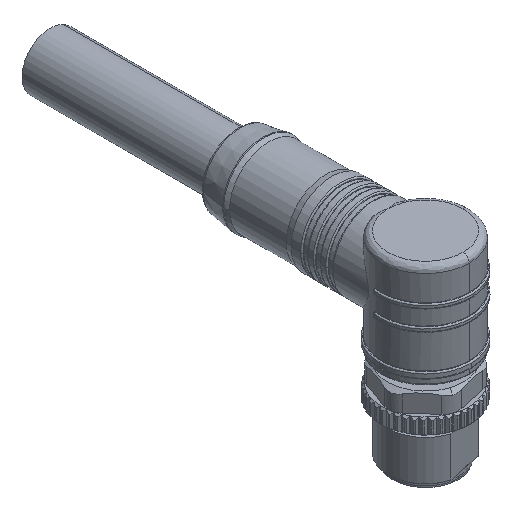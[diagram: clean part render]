
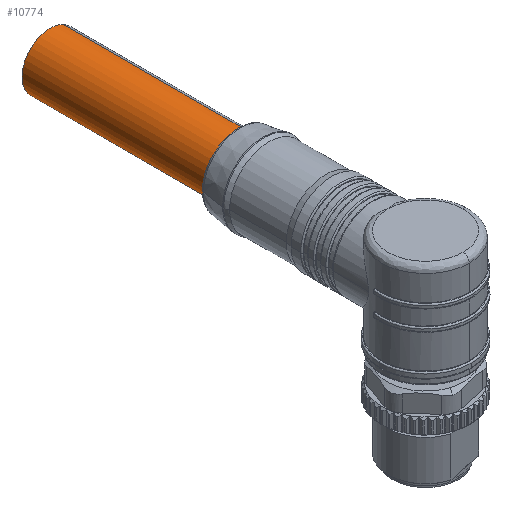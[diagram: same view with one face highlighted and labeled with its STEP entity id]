
A CAD part, isometric view. The second image highlights one B-rep face of the part: STEP entity #10774.
In plain terms, the highlighted cylindrical face has radius 4.5 mm (diameter 9 mm), a partial arc.
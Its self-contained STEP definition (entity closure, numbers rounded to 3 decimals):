
#725 = DIRECTION ( 'NONE',  ( -0.47, 0., -0.883 ) ) ;
#1766 = VERTEX_POINT ( 'NONE', #33002 ) ;
#3131 = LINE ( 'NONE', #17211, #31859 ) ;
#3172 = CARTESIAN_POINT ( 'NONE',  ( 2.115, 30., 13.972 ) ) ;
#3486 = AXIS2_PLACEMENT_3D ( 'NONE', #9455, #29494, #12334 ) ;
#4523 = CIRCLE ( 'NONE', #7345, 4.5 ) ;
#4584 = AXIS2_PLACEMENT_3D ( 'NONE', #15217, #32398, #725 ) ;
#5311 = DIRECTION ( 'NONE',  ( 0., 1., 0. ) ) ;
#6319 = EDGE_CURVE ( 'NONE', #1766, #22951, #3131, .T. ) ;
#7345 = AXIS2_PLACEMENT_3D ( 'NONE', #22503, #5311, #25397 ) ;
#9455 = CARTESIAN_POINT ( 'NONE',  ( 0., 60., 10. ) ) ;
#10774 = ADVANCED_FACE ( 'NONE', ( #18368 ), #25043, .T. ) ;
#12334 = DIRECTION ( 'NONE',  ( -0.47, 0., -0.883 ) ) ;
#13407 = ORIENTED_EDGE ( 'NONE', *, *, #6319, .F. ) ;
#15212 = EDGE_CURVE ( 'NONE', #26435, #22951, #33896, .T. ) ;
#15217 = CARTESIAN_POINT ( 'NONE',  ( 0., 30., 10. ) ) ;
#17191 = EDGE_LOOP ( 'NONE', ( #24484, #21610, #18717, #13407 ) ) ;
#17211 = CARTESIAN_POINT ( 'NONE',  ( -2.115, 30., 6.028 ) ) ;
#18368 = FACE_OUTER_BOUND ( 'NONE', #17191, .T. ) ;
#18717 = ORIENTED_EDGE ( 'NONE', *, *, #15212, .T. ) ;
#19135 = EDGE_CURVE ( 'NONE', #1766, #22729, #4523, .T. ) ;
#21419 = VECTOR ( 'NONE', #24241, 1000. ) ;
#21601 = CARTESIAN_POINT ( 'NONE',  ( -2.115, 60., 6.028 ) ) ;
#21610 = ORIENTED_EDGE ( 'NONE', *, *, #24126, .T. ) ;
#22299 = DIRECTION ( 'NONE',  ( 0., 1., 0. ) ) ;
#22503 = CARTESIAN_POINT ( 'NONE',  ( 0., 30., 10. ) ) ;
#22729 = VERTEX_POINT ( 'NONE', #3172 ) ;
#22951 = VERTEX_POINT ( 'NONE', #21601 ) ;
#24126 = EDGE_CURVE ( 'NONE', #22729, #26435, #36693, .T. ) ;
#24241 = DIRECTION ( 'NONE',  ( 0., 1., 0. ) ) ;
#24484 = ORIENTED_EDGE ( 'NONE', *, *, #19135, .T. ) ;
#25043 = CYLINDRICAL_SURFACE ( 'NONE', #4584, 4.5 ) ;
#25064 = CARTESIAN_POINT ( 'NONE',  ( 2.115, 60., 13.972 ) ) ;
#25397 = DIRECTION ( 'NONE',  ( -0.47, 0., -0.883 ) ) ;
#26435 = VERTEX_POINT ( 'NONE', #25064 ) ;
#27126 = CARTESIAN_POINT ( 'NONE',  ( 2.115, 30., 13.972 ) ) ;
#29494 = DIRECTION ( 'NONE',  ( 0., -1., 0. ) ) ;
#31859 = VECTOR ( 'NONE', #22299, 1000. ) ;
#32398 = DIRECTION ( 'NONE',  ( 0., 1., 0. ) ) ;
#33002 = CARTESIAN_POINT ( 'NONE',  ( -2.115, 30., 6.028 ) ) ;
#33896 = CIRCLE ( 'NONE', #3486, 4.5 ) ;
#36693 = LINE ( 'NONE', #27126, #21419 ) ;
